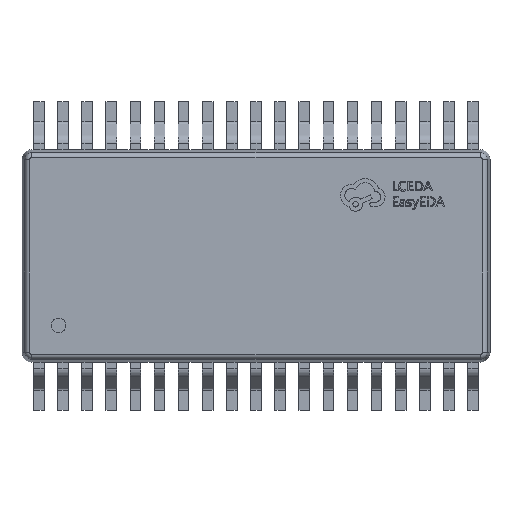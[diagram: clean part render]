
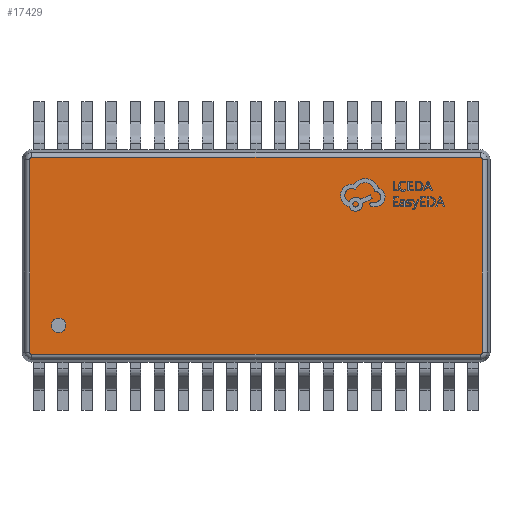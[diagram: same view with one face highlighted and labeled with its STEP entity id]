
A CAD part, top view. The second image highlights one B-rep face of the part: STEP entity #17429.
In plain terms, the highlighted planar face has unit normal (0, 0, 1).
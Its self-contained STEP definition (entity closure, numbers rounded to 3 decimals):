
#390 = DIRECTION ( 'NONE',  ( 0., 0., 1. ) ) ;
#778 = DIRECTION ( 'NONE',  ( 0., 0., 1. ) ) ;
#992 = CARTESIAN_POINT ( 'NONE',  ( -4.091, -1.441, 0.5 ) ) ;
#1283 = AXIS2_PLACEMENT_3D ( 'NONE', #992, #390, #22706 ) ;
#1438 = LINE ( 'NONE', #33431, #9549 ) ;
#2070 = VERTEX_POINT ( 'NONE', #39513 ) ;
#2224 = DIRECTION ( 'NONE',  ( 0., 0., 1. ) ) ;
#3388 = VECTOR ( 'NONE', #32204, 1000. ) ;
#3568 = CARTESIAN_POINT ( 'NONE',  ( -4.691, -2., 0.5 ) ) ;
#3819 = FACE_OUTER_BOUND ( 'NONE', #20322, .T. ) ;
#3941 = DIRECTION ( 'NONE',  ( 1., 0., 0. ) ) ;
#4137 = CARTESIAN_POINT ( 'NONE',  ( 4.65, 2., 0.5 ) ) ;
#4256 = VECTOR ( 'NONE', #26312, 1000. ) ;
#4324 = LINE ( 'NONE', #13766, #4256 ) ;
#4445 = CARTESIAN_POINT ( 'NONE',  ( 4.65, 2.041, 0.5 ) ) ;
#5541 = CARTESIAN_POINT ( 'NONE',  ( -3.941, -1.441, 0.5 ) ) ;
#5881 = VERTEX_POINT ( 'NONE', #3568 ) ;
#5974 = DIRECTION ( 'NONE',  ( 1., 0., 0. ) ) ;
#6451 = EDGE_CURVE ( 'NONE', #18325, #7675, #4324, .T. ) ;
#6598 = CARTESIAN_POINT ( 'NONE',  ( 4.65, -2., 0.5 ) ) ;
#7156 = EDGE_CURVE ( 'NONE', #2070, #36157, #26008, .T. ) ;
#7673 = AXIS2_PLACEMENT_3D ( 'NONE', #10718, #35795, #8478 ) ;
#7675 = VERTEX_POINT ( 'NONE', #21285 ) ;
#8454 = CIRCLE ( 'NONE', #34668, 0.041 ) ;
#8478 = DIRECTION ( 'NONE',  ( 1., 0., 0. ) ) ;
#8732 = CARTESIAN_POINT ( 'NONE',  ( -4.65, -2.041, 0.5 ) ) ;
#8764 = ORIENTED_EDGE ( 'NONE', *, *, #22989, .T. ) ;
#9549 = VECTOR ( 'NONE', #39593, 1000. ) ;
#10157 = EDGE_CURVE ( 'NONE', #37876, #14775, #35879, .T. ) ;
#10556 = CARTESIAN_POINT ( 'NONE',  ( 4.691, 2., 0.5 ) ) ;
#10718 = CARTESIAN_POINT ( 'NONE',  ( -4.091, -1.441, 0.5 ) ) ;
#10881 = CARTESIAN_POINT ( 'NONE',  ( -4.691, 2., 0.5 ) ) ;
#11926 = ORIENTED_EDGE ( 'NONE', *, *, #37397, .T. ) ;
#11983 = VERTEX_POINT ( 'NONE', #24963 ) ;
#13616 = ORIENTED_EDGE ( 'NONE', *, *, #20678, .T. ) ;
#13766 = CARTESIAN_POINT ( 'NONE',  ( 4.65, -2.041, 0.5 ) ) ;
#14775 = VERTEX_POINT ( 'NONE', #26212 ) ;
#15094 = VECTOR ( 'NONE', #16531, 1000. ) ;
#15380 = AXIS2_PLACEMENT_3D ( 'NONE', #6598, #34102, #5974 ) ;
#15384 = VERTEX_POINT ( 'NONE', #17836 ) ;
#16531 = DIRECTION ( 'NONE',  ( 0., 1., 0. ) ) ;
#16943 = LINE ( 'NONE', #10556, #15094 ) ;
#17074 = ORIENTED_EDGE ( 'NONE', *, *, #6451, .T. ) ;
#17429 = ADVANCED_FACE ( 'NONE', ( #22077, #3819 ), #35030, .T. ) ;
#17693 = ORIENTED_EDGE ( 'NONE', *, *, #27891, .T. ) ;
#17836 = CARTESIAN_POINT ( 'NONE',  ( -4.65, 2.041, 0.5 ) ) ;
#18325 = VERTEX_POINT ( 'NONE', #8732 ) ;
#18753 = ORIENTED_EDGE ( 'NONE', *, *, #10157, .F. ) ;
#18784 = VERTEX_POINT ( 'NONE', #10881 ) ;
#18976 = CIRCLE ( 'NONE', #1283, 0.15 ) ;
#20001 = DIRECTION ( 'NONE',  ( 1., 0., 0. ) ) ;
#20322 = EDGE_LOOP ( 'NONE', ( #23481, #27840, #8764, #22546, #11926, #17693, #17074, #13616 ) ) ;
#20678 = EDGE_CURVE ( 'NONE', #7675, #11983, #40293, .T. ) ;
#21285 = CARTESIAN_POINT ( 'NONE',  ( 4.65, -2.041, 0.5 ) ) ;
#22077 = FACE_BOUND ( 'NONE', #37968, .T. ) ;
#22546 = ORIENTED_EDGE ( 'NONE', *, *, #23781, .T. ) ;
#22606 = AXIS2_PLACEMENT_3D ( 'NONE', #28877, #778, #25813 ) ;
#22706 = DIRECTION ( 'NONE',  ( 1., 0., 0. ) ) ;
#22989 = EDGE_CURVE ( 'NONE', #36157, #15384, #1438, .T. ) ;
#23481 = ORIENTED_EDGE ( 'NONE', *, *, #36373, .T. ) ;
#23781 = EDGE_CURVE ( 'NONE', #15384, #18784, #8454, .T. ) ;
#23929 = EDGE_CURVE ( 'NONE', #14775, #37876, #18976, .T. ) ;
#24963 = CARTESIAN_POINT ( 'NONE',  ( 4.691, -2., 0.5 ) ) ;
#25813 = DIRECTION ( 'NONE',  ( 1., 0., 0. ) ) ;
#26008 = CIRCLE ( 'NONE', #36513, 0.041 ) ;
#26212 = CARTESIAN_POINT ( 'NONE',  ( -4.241, -1.441, 0.5 ) ) ;
#26312 = DIRECTION ( 'NONE',  ( 1., 0., 0. ) ) ;
#27840 = ORIENTED_EDGE ( 'NONE', *, *, #7156, .T. ) ;
#27891 = EDGE_CURVE ( 'NONE', #5881, #18325, #39097, .T. ) ;
#28877 = CARTESIAN_POINT ( 'NONE',  ( -4.65, -2., 0.5 ) ) ;
#29498 = LINE ( 'NONE', #35659, #3388 ) ;
#29553 = DIRECTION ( 'NONE',  ( 1., 0., 0. ) ) ;
#30359 = CARTESIAN_POINT ( 'NONE',  ( -4.65, 2., 0.5 ) ) ;
#31868 = ORIENTED_EDGE ( 'NONE', *, *, #23929, .F. ) ;
#32095 = DIRECTION ( 'NONE',  ( 0., 0., 1. ) ) ;
#32204 = DIRECTION ( 'NONE',  ( 0., -1., 0. ) ) ;
#33431 = CARTESIAN_POINT ( 'NONE',  ( -4.65, 2.041, 0.5 ) ) ;
#34102 = DIRECTION ( 'NONE',  ( 0., 0., 1. ) ) ;
#34668 = AXIS2_PLACEMENT_3D ( 'NONE', #30359, #2224, #29553 ) ;
#35030 = PLANE ( 'NONE',  #22606 ) ;
#35172 = AXIS2_PLACEMENT_3D ( 'NONE', #35623, #38511, #20001 ) ;
#35623 = CARTESIAN_POINT ( 'NONE',  ( -4.65, -2., 0.5 ) ) ;
#35659 = CARTESIAN_POINT ( 'NONE',  ( -4.691, -2., 0.5 ) ) ;
#35795 = DIRECTION ( 'NONE',  ( 0., 0., 1. ) ) ;
#35879 = CIRCLE ( 'NONE', #7673, 0.15 ) ;
#36157 = VERTEX_POINT ( 'NONE', #4445 ) ;
#36373 = EDGE_CURVE ( 'NONE', #11983, #2070, #16943, .T. ) ;
#36513 = AXIS2_PLACEMENT_3D ( 'NONE', #4137, #32095, #3941 ) ;
#37397 = EDGE_CURVE ( 'NONE', #18784, #5881, #29498, .T. ) ;
#37876 = VERTEX_POINT ( 'NONE', #5541 ) ;
#37968 = EDGE_LOOP ( 'NONE', ( #18753, #31868 ) ) ;
#38511 = DIRECTION ( 'NONE',  ( 0., 0., 1. ) ) ;
#39097 = CIRCLE ( 'NONE', #35172, 0.041 ) ;
#39513 = CARTESIAN_POINT ( 'NONE',  ( 4.691, 2., 0.5 ) ) ;
#39593 = DIRECTION ( 'NONE',  ( -1., 0., 0. ) ) ;
#40293 = CIRCLE ( 'NONE', #15380, 0.041 ) ;
